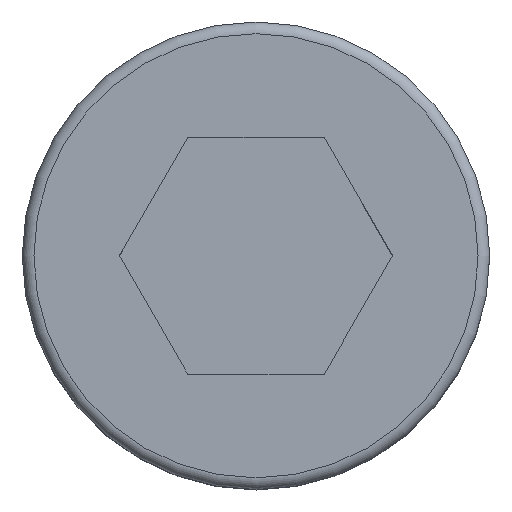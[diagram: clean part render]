
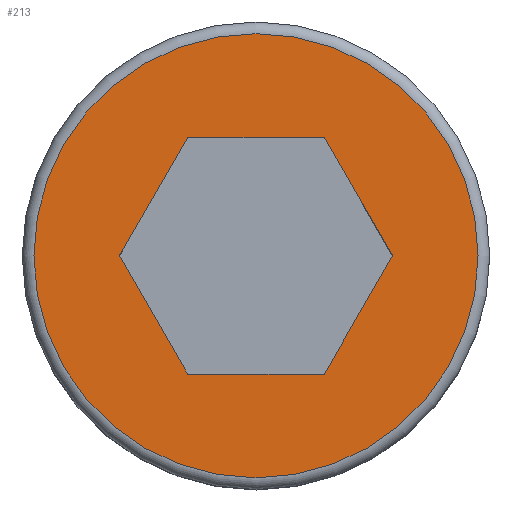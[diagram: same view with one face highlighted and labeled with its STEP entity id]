
A CAD part, top view. The second image highlights one B-rep face of the part: STEP entity #213.
In plain terms, the highlighted planar face has unit normal (0, 0, 1).
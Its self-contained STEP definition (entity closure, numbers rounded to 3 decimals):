
#15=FACE_BOUND('',#46,.T.);
#19=PLANE('',#254);
#32=FACE_OUTER_BOUND('',#45,.T.);
#45=EDGE_LOOP('',(#167,#168));
#46=EDGE_LOOP('',(#169,#170,#171,#172,#173,#174));
#58=LINE('',#352,#78);
#59=LINE('',#354,#79);
#60=LINE('',#356,#80);
#61=LINE('',#358,#81);
#62=LINE('',#360,#82);
#63=LINE('',#361,#83);
#78=VECTOR('',#293,10.);
#79=VECTOR('',#294,10.);
#80=VECTOR('',#295,10.);
#81=VECTOR('',#296,10.);
#82=VECTOR('',#297,10.);
#83=VECTOR('',#298,10.);
#98=CIRCLE('',#247,2.375);
#102=CIRCLE('',#251,2.375);
#106=VERTEX_POINT('',#336);
#107=VERTEX_POINT('',#337);
#111=VERTEX_POINT('',#350);
#112=VERTEX_POINT('',#351);
#113=VERTEX_POINT('',#353);
#114=VERTEX_POINT('',#355);
#115=VERTEX_POINT('',#357);
#116=VERTEX_POINT('',#359);
#126=EDGE_CURVE('',#106,#107,#98,.T.);
#130=EDGE_CURVE('',#107,#106,#102,.T.);
#133=EDGE_CURVE('',#111,#112,#58,.T.);
#134=EDGE_CURVE('',#112,#113,#59,.T.);
#135=EDGE_CURVE('',#113,#114,#60,.T.);
#136=EDGE_CURVE('',#114,#115,#61,.T.);
#137=EDGE_CURVE('',#115,#116,#62,.T.);
#138=EDGE_CURVE('',#116,#111,#63,.T.);
#167=ORIENTED_EDGE('',*,*,#126,.F.);
#168=ORIENTED_EDGE('',*,*,#130,.F.);
#169=ORIENTED_EDGE('',*,*,#133,.T.);
#170=ORIENTED_EDGE('',*,*,#134,.T.);
#171=ORIENTED_EDGE('',*,*,#135,.T.);
#172=ORIENTED_EDGE('',*,*,#136,.T.);
#173=ORIENTED_EDGE('',*,*,#137,.T.);
#174=ORIENTED_EDGE('',*,*,#138,.T.);
#213=ADVANCED_FACE('',(#32,#15),#19,.T.);
#247=AXIS2_PLACEMENT_3D('',#338,#276,#277);
#251=AXIS2_PLACEMENT_3D('',#344,#284,#285);
#254=AXIS2_PLACEMENT_3D('',#349,#291,#292);
#276=DIRECTION('center_axis',(0.,0.,-1.));
#277=DIRECTION('ref_axis',(-1.,0.,0.));
#284=DIRECTION('center_axis',(0.,0.,-1.));
#285=DIRECTION('ref_axis',(-1.,0.,0.));
#291=DIRECTION('center_axis',(0.,0.,1.));
#292=DIRECTION('ref_axis',(1.,0.,0.));
#293=DIRECTION('',(0.5,0.866,0.));
#294=DIRECTION('',(1.,0.,0.));
#295=DIRECTION('',(0.5,-0.866,0.));
#296=DIRECTION('',(-0.5,-0.866,0.));
#297=DIRECTION('',(-1.,0.,0.));
#298=DIRECTION('',(-0.5,0.866,0.));
#336=CARTESIAN_POINT('',(2.375,0.,2.91));
#337=CARTESIAN_POINT('',(-2.375,0.,2.91));
#338=CARTESIAN_POINT('Origin',(0.,0.,2.91));
#344=CARTESIAN_POINT('Origin',(0.,0.,2.91));
#349=CARTESIAN_POINT('Origin',(0.,0.,2.91));
#350=CARTESIAN_POINT('',(-1.461,0.001,2.91));
#351=CARTESIAN_POINT('',(-0.73,1.265,2.91));
#352=CARTESIAN_POINT('',(-1.278,0.317,2.91));
#353=CARTESIAN_POINT('',(0.731,1.265,2.91));
#354=CARTESIAN_POINT('',(-0.365,1.265,2.91));
#355=CARTESIAN_POINT('',(1.461,-0.001,2.91));
#356=CARTESIAN_POINT('',(0.913,0.948,2.91));
#357=CARTESIAN_POINT('',(0.73,-1.265,2.91));
#358=CARTESIAN_POINT('',(1.278,-0.317,2.91));
#359=CARTESIAN_POINT('',(-0.731,-1.265,2.91));
#360=CARTESIAN_POINT('',(0.365,-1.265,2.91));
#361=CARTESIAN_POINT('',(-0.913,-0.948,2.91));
